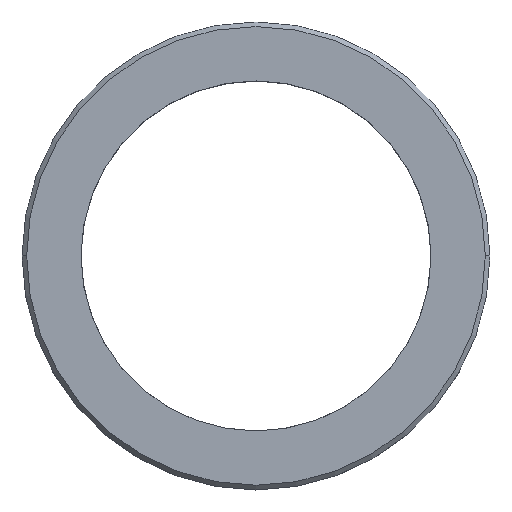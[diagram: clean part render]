
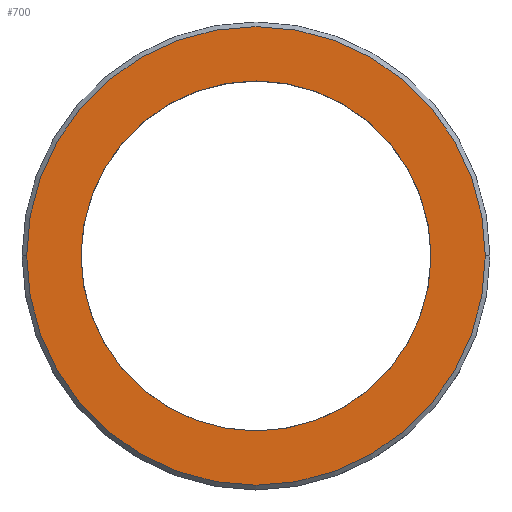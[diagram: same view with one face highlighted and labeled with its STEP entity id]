
A CAD part, top view. The second image highlights one B-rep face of the part: STEP entity #700.
In plain terms, the highlighted planar face has unit normal (0, 0, 1).
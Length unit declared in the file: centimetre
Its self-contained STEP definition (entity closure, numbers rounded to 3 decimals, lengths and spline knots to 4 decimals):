
#42 = AXIS2_PLACEMENT_3D ( 'NONE', #217, #1113, #1094 ) ;
#48 = AXIS2_PLACEMENT_3D ( 'NONE', #345, #344, #343 ) ;
#61 = FACE_BOUND ( 'NONE', #393, .T. ) ;
#69 = AXIS2_PLACEMENT_3D ( 'NONE', #486, #485, #482 ) ;
#111 = FACE_OUTER_BOUND ( 'NONE', #521, .T. ) ;
#157 = AXIS2_PLACEMENT_3D ( 'NONE', #323, #316, #315 ) ;
#162 = AXIS2_PLACEMENT_3D ( 'NONE', #1089, #1100, #1087 ) ;
#217 = CARTESIAN_POINT ( 'NONE',  ( 0.3073, 0.4002, 0.95 ) ) ;
#225 = CARTESIAN_POINT ( 'NONE',  ( -1.5927, 0.4002, 0.95 ) ) ;
#231 = CARTESIAN_POINT ( 'NONE',  ( 2.7973, 0.4002, 0.95 ) ) ;
#242 = CARTESIAN_POINT ( 'NONE',  ( -2.1827, 0.4002, 0.95 ) ) ;
#313 = VERTEX_POINT ( 'NONE', #330 ) ;
#315 = DIRECTION ( 'NONE',  ( 1., 0., 0. ) ) ;
#316 = DIRECTION ( 'NONE',  ( 0., 0., 1. ) ) ;
#323 = CARTESIAN_POINT ( 'NONE',  ( 0.3073, 0.4002, 0.95 ) ) ;
#330 = CARTESIAN_POINT ( 'NONE',  ( 2.2073, 0.4002, 0.95 ) ) ;
#335 = VERTEX_POINT ( 'NONE', #242 ) ;
#343 = DIRECTION ( 'NONE',  ( 1., 0., 0. ) ) ;
#344 = DIRECTION ( 'NONE',  ( 0., 0., 1. ) ) ;
#345 = CARTESIAN_POINT ( 'NONE',  ( 0.3073, 0.4002, 0.95 ) ) ;
#361 = ORIENTED_EDGE ( 'NONE', *, *, #741, .F. ) ;
#388 = VERTEX_POINT ( 'NONE', #225 ) ;
#393 = EDGE_LOOP ( 'NONE', ( #661, #361 ) ) ;
#456 = ORIENTED_EDGE ( 'NONE', *, *, #714, .T. ) ;
#482 = DIRECTION ( 'NONE',  ( 1., 0., 0. ) ) ;
#485 = DIRECTION ( 'NONE',  ( 0., 0., 1. ) ) ;
#486 = CARTESIAN_POINT ( 'NONE',  ( 0.3073, 0.4002, 0.95 ) ) ;
#487 = PLANE ( 'NONE',  #69 ) ;
#521 = EDGE_LOOP ( 'NONE', ( #606, #456 ) ) ;
#601 = VERTEX_POINT ( 'NONE', #231 ) ;
#606 = ORIENTED_EDGE ( 'NONE', *, *, #729, .T. ) ;
#661 = ORIENTED_EDGE ( 'NONE', *, *, #719, .F. ) ;
#700 = ADVANCED_FACE ( 'NONE', ( #111, #61 ), #487, .T. ) ;
#714 = EDGE_CURVE ( 'NONE', #601, #335, #843, .T. ) ;
#719 = EDGE_CURVE ( 'NONE', #388, #313, #830, .T. ) ;
#729 = EDGE_CURVE ( 'NONE', #335, #601, #818, .T. ) ;
#741 = EDGE_CURVE ( 'NONE', #313, #388, #810, .T. ) ;
#810 = CIRCLE ( 'NONE', #162, 1.9 ) ;
#818 = CIRCLE ( 'NONE', #42, 2.49 ) ;
#830 = CIRCLE ( 'NONE', #157, 1.9 ) ;
#843 = CIRCLE ( 'NONE', #48, 2.49 ) ;
#1087 = DIRECTION ( 'NONE',  ( 1., 0., 0. ) ) ;
#1089 = CARTESIAN_POINT ( 'NONE',  ( 0.3073, 0.4002, 0.95 ) ) ;
#1094 = DIRECTION ( 'NONE',  ( 1., 0., 0. ) ) ;
#1100 = DIRECTION ( 'NONE',  ( 0., 0., 1. ) ) ;
#1113 = DIRECTION ( 'NONE',  ( 0., 0., 1. ) ) ;
